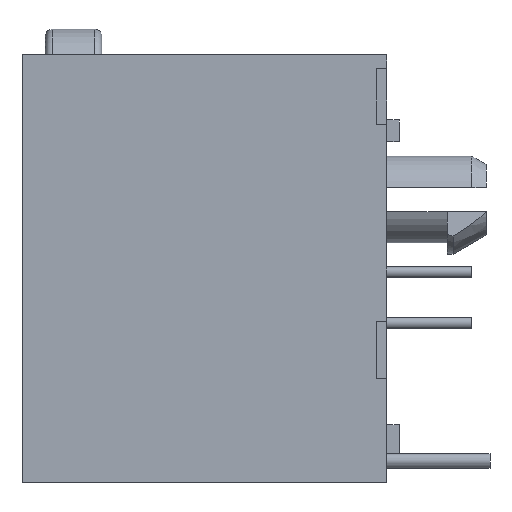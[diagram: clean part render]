
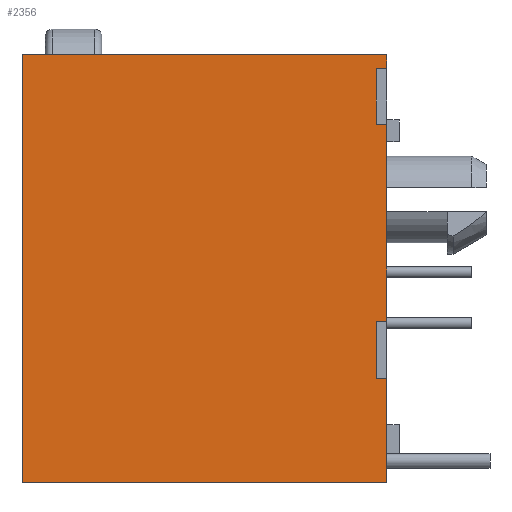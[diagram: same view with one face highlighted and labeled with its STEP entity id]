
A CAD part, left-side view. The second image highlights one B-rep face of the part: STEP entity #2356.
In plain terms, the highlighted planar face has unit normal (-1, 0, 0).
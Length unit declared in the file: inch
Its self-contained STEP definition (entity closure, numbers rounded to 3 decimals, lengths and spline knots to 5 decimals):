
#45 = LINE ( 'NONE', #4534, #4929 ) ;
#57 = DIRECTION ( 'NONE',  ( 0., 0., 1. ) ) ;
#59 = CARTESIAN_POINT ( 'NONE',  ( -0.31, 0.0175, -0.16898 ) ) ;
#87 = LINE ( 'NONE', #659, #2157 ) ;
#146 = CARTESIAN_POINT ( 'NONE',  ( -0.31, 0.03171, 0.18134 ) ) ;
#160 = LINE ( 'NONE', #3618, #1218 ) ;
#220 = VECTOR ( 'NONE', #4333, 39.37008 ) ;
#262 = VECTOR ( 'NONE', #1518, 39.37008 ) ;
#296 = CARTESIAN_POINT ( 'NONE',  ( -0.31, 0.03171, -0.16898 ) ) ;
#357 = VERTEX_POINT ( 'NONE', #1027 ) ;
#362 = DIRECTION ( 'NONE',  ( 0., 0., 1. ) ) ;
#390 = LINE ( 'NONE', #4714, #2837 ) ;
#410 = CARTESIAN_POINT ( 'NONE',  ( -0.31, 0.03171, 0.25852 ) ) ;
#453 = CARTESIAN_POINT ( 'NONE',  ( -0.31, 0.52, -0.3125 ) ) ;
#488 = CARTESIAN_POINT ( 'NONE',  ( -0.31, 0.0175, 0.2775 ) ) ;
#516 = AXIS2_PLACEMENT_3D ( 'NONE', #4779, #591, #3995 ) ;
#591 = DIRECTION ( 'NONE',  ( 1., 0., 0. ) ) ;
#659 = CARTESIAN_POINT ( 'NONE',  ( -0.31, 0.52, -0.3125 ) ) ;
#723 = ORIENTED_EDGE ( 'NONE', *, *, #2104, .T. ) ;
#789 = CARTESIAN_POINT ( 'NONE',  ( -0.31, 0.03171, -0.08987 ) ) ;
#807 = CARTESIAN_POINT ( 'NONE',  ( -0.31, 0.03171, 0.25852 ) ) ;
#837 = CARTESIAN_POINT ( 'NONE',  ( -0.31, 0.0175, -0.3125 ) ) ;
#983 = VECTOR ( 'NONE', #1914, 39.37008 ) ;
#1027 = CARTESIAN_POINT ( 'NONE',  ( -0.31, 0.03171, -0.08987 ) ) ;
#1070 = VERTEX_POINT ( 'NONE', #3469 ) ;
#1072 = VERTEX_POINT ( 'NONE', #1925 ) ;
#1104 = FACE_OUTER_BOUND ( 'NONE', #2574, .T. ) ;
#1193 = LINE ( 'NONE', #789, #1263 ) ;
#1194 = ORIENTED_EDGE ( 'NONE', *, *, #2843, .F. ) ;
#1218 = VECTOR ( 'NONE', #3263, 39.37008 ) ;
#1263 = VECTOR ( 'NONE', #57, 39.37008 ) ;
#1320 = ORIENTED_EDGE ( 'NONE', *, *, #3342, .T. ) ;
#1368 = CARTESIAN_POINT ( 'NONE',  ( -0.31, 0.52, 0.2775 ) ) ;
#1424 = VERTEX_POINT ( 'NONE', #146 ) ;
#1478 = DIRECTION ( 'NONE',  ( 0., 1., 0. ) ) ;
#1518 = DIRECTION ( 'NONE',  ( 0., -1., 0. ) ) ;
#1622 = VERTEX_POINT ( 'NONE', #4679 ) ;
#1661 = EDGE_CURVE ( 'NONE', #4181, #1622, #3089, .T. ) ;
#1704 = EDGE_CURVE ( 'NONE', #1424, #2402, #3148, .T. ) ;
#1810 = ORIENTED_EDGE ( 'NONE', *, *, #1704, .T. ) ;
#1848 = DIRECTION ( 'NONE',  ( 0., 0., 1. ) ) ;
#1914 = DIRECTION ( 'NONE',  ( 0., 0., -1. ) ) ;
#1925 = CARTESIAN_POINT ( 'NONE',  ( -0.31, 0.52, -0.3125 ) ) ;
#1991 = ORIENTED_EDGE ( 'NONE', *, *, #1661, .T. ) ;
#2013 = ORIENTED_EDGE ( 'NONE', *, *, #4676, .T. ) ;
#2053 = EDGE_CURVE ( 'NONE', #2501, #3762, #2469, .T. ) ;
#2104 = EDGE_CURVE ( 'NONE', #3919, #2501, #3570, .T. ) ;
#2109 = PLANE ( 'NONE',  #516 ) ;
#2157 = VECTOR ( 'NONE', #4099, 39.37008 ) ;
#2169 = VECTOR ( 'NONE', #1848, 39.37008 ) ;
#2179 = LINE ( 'NONE', #1368, #4704 ) ;
#2356 = ADVANCED_FACE ( 'NONE', ( #1104 ), #2109, .F. ) ;
#2402 = VERTEX_POINT ( 'NONE', #807 ) ;
#2439 = EDGE_CURVE ( 'NONE', #1070, #1072, #3022, .T. ) ;
#2469 = LINE ( 'NONE', #3788, #3807 ) ;
#2501 = VERTEX_POINT ( 'NONE', #59 ) ;
#2574 = EDGE_LOOP ( 'NONE', ( #3176, #1194, #4668, #3488, #723, #4445, #2013, #4802, #1991, #1320, #1810, #4225 ) ) ;
#2801 = CARTESIAN_POINT ( 'NONE',  ( -0.31, 0.0175, 0.25852 ) ) ;
#2837 = VECTOR ( 'NONE', #3166, 39.37008 ) ;
#2843 = EDGE_CURVE ( 'NONE', #1070, #2992, #2179, .T. ) ;
#2955 = VERTEX_POINT ( 'NONE', #2801 ) ;
#2992 = VERTEX_POINT ( 'NONE', #3705 ) ;
#3022 = LINE ( 'NONE', #453, #983 ) ;
#3082 = EDGE_CURVE ( 'NONE', #357, #4181, #45, .T. ) ;
#3089 = LINE ( 'NONE', #488, #220 ) ;
#3148 = LINE ( 'NONE', #410, #4163 ) ;
#3166 = DIRECTION ( 'NONE',  ( 0., 1., 0. ) ) ;
#3176 = ORIENTED_EDGE ( 'NONE', *, *, #3185, .T. ) ;
#3185 = EDGE_CURVE ( 'NONE', #2955, #2992, #160, .T. ) ;
#3263 = DIRECTION ( 'NONE',  ( 0., 0., 1. ) ) ;
#3342 = EDGE_CURVE ( 'NONE', #1622, #1424, #390, .T. ) ;
#3469 = CARTESIAN_POINT ( 'NONE',  ( -0.31, 0.52, 0.2775 ) ) ;
#3488 = ORIENTED_EDGE ( 'NONE', *, *, #3644, .T. ) ;
#3531 = EDGE_CURVE ( 'NONE', #2402, #2955, #4271, .T. ) ;
#3570 = LINE ( 'NONE', #4547, #2169 ) ;
#3618 = CARTESIAN_POINT ( 'NONE',  ( -0.31, 0.0175, 0.2775 ) ) ;
#3644 = EDGE_CURVE ( 'NONE', #1072, #3919, #87, .T. ) ;
#3705 = CARTESIAN_POINT ( 'NONE',  ( -0.31, 0.0175, 0.2775 ) ) ;
#3762 = VERTEX_POINT ( 'NONE', #296 ) ;
#3787 = CARTESIAN_POINT ( 'NONE',  ( -0.31, 0.0175, -0.08987 ) ) ;
#3788 = CARTESIAN_POINT ( 'NONE',  ( -0.31, 0.0175, -0.16898 ) ) ;
#3807 = VECTOR ( 'NONE', #1478, 39.37008 ) ;
#3816 = DIRECTION ( 'NONE',  ( 0., -1., 0. ) ) ;
#3844 = CARTESIAN_POINT ( 'NONE',  ( -0.31, 0.0175, 0.25852 ) ) ;
#3919 = VERTEX_POINT ( 'NONE', #837 ) ;
#3995 = DIRECTION ( 'NONE',  ( 0., 0., 1. ) ) ;
#4069 = DIRECTION ( 'NONE',  ( 0., -1., 0. ) ) ;
#4099 = DIRECTION ( 'NONE',  ( 0., -1., 0. ) ) ;
#4163 = VECTOR ( 'NONE', #362, 39.37008 ) ;
#4181 = VERTEX_POINT ( 'NONE', #3787 ) ;
#4225 = ORIENTED_EDGE ( 'NONE', *, *, #3531, .T. ) ;
#4271 = LINE ( 'NONE', #3844, #262 ) ;
#4333 = DIRECTION ( 'NONE',  ( 0., 0., 1. ) ) ;
#4445 = ORIENTED_EDGE ( 'NONE', *, *, #2053, .T. ) ;
#4534 = CARTESIAN_POINT ( 'NONE',  ( -0.31, 0.0175, -0.08987 ) ) ;
#4547 = CARTESIAN_POINT ( 'NONE',  ( -0.31, 0.0175, 0.2775 ) ) ;
#4668 = ORIENTED_EDGE ( 'NONE', *, *, #2439, .T. ) ;
#4676 = EDGE_CURVE ( 'NONE', #3762, #357, #1193, .T. ) ;
#4679 = CARTESIAN_POINT ( 'NONE',  ( -0.31, 0.0175, 0.18134 ) ) ;
#4704 = VECTOR ( 'NONE', #4069, 39.37008 ) ;
#4714 = CARTESIAN_POINT ( 'NONE',  ( -0.31, 0.0175, 0.18134 ) ) ;
#4779 = CARTESIAN_POINT ( 'NONE',  ( -0.31, 0.52, -0.3125 ) ) ;
#4802 = ORIENTED_EDGE ( 'NONE', *, *, #3082, .T. ) ;
#4929 = VECTOR ( 'NONE', #3816, 39.37008 ) ;
